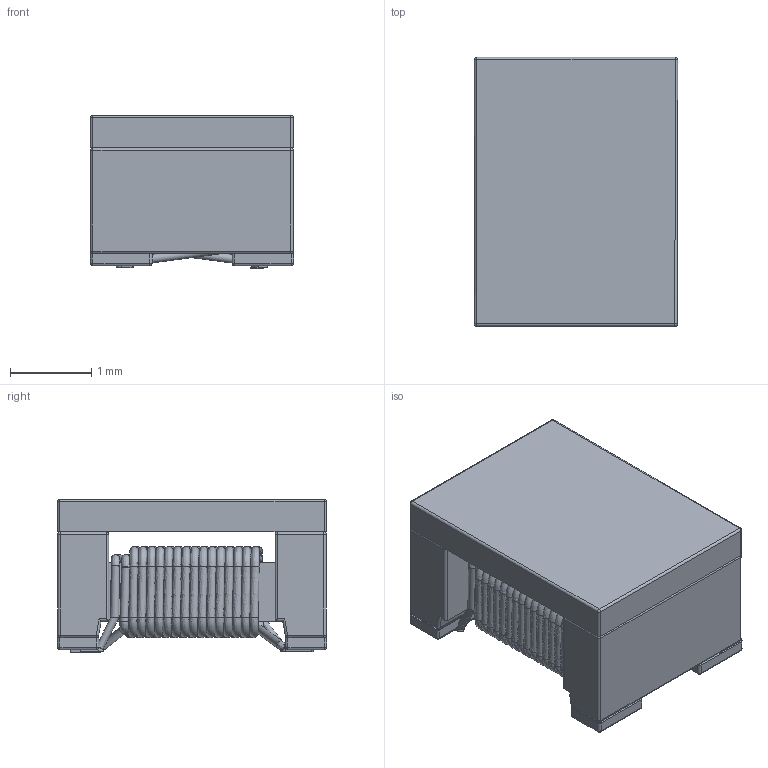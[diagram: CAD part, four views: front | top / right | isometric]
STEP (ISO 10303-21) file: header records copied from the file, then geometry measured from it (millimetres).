
FILE_DESCRIPTION(/* description */ ('Unknown'),/* implementation_level */ '2;1');
FILE_NAME(/* name */ 'ACM3225DV-D(上色)',/* time_stamp */ '2018-03-25T19:45:29+08:00',/* author */ ('Unknown'),/* organization */ ('Unknown'),/* preprocessor_version */ 'ST-DEVELOPER v16.7',/* originating_system */ 'DEX',/* authorisation */ $);
FILE_SCHEMA (('AUTOMOTIVE_DESIGN {1 0 10303 214 3 1 1}'));
Length unit declared in the file: millimetre
Products named in the file (1): ACM3225DV-D(上色
Bounding box: 2.51 x 3.32 x 1.89 mm (x, y, z)
Volume: 11.4 mm3; surface area: 114.1 mm2
Topology: 24 solids, 24 shells, 496 faces, 1011 edges, 527 vertices
Faces by surface type: bspline 276, plane 106, cylinder 78, sphere 36
Full cylindrical faces by diameter (mm): 0.103 x1
Entity records: 22262 total; most frequent: CARTESIAN_POINT 13445, DIRECTION 1555, ORIENTED_EDGE 1398, EDGE_LOOP 771, FACE_BOUND 771, EDGE_CURVE 699, AXIS2_PLACEMENT_3D 662, VERTEX_POINT 526
